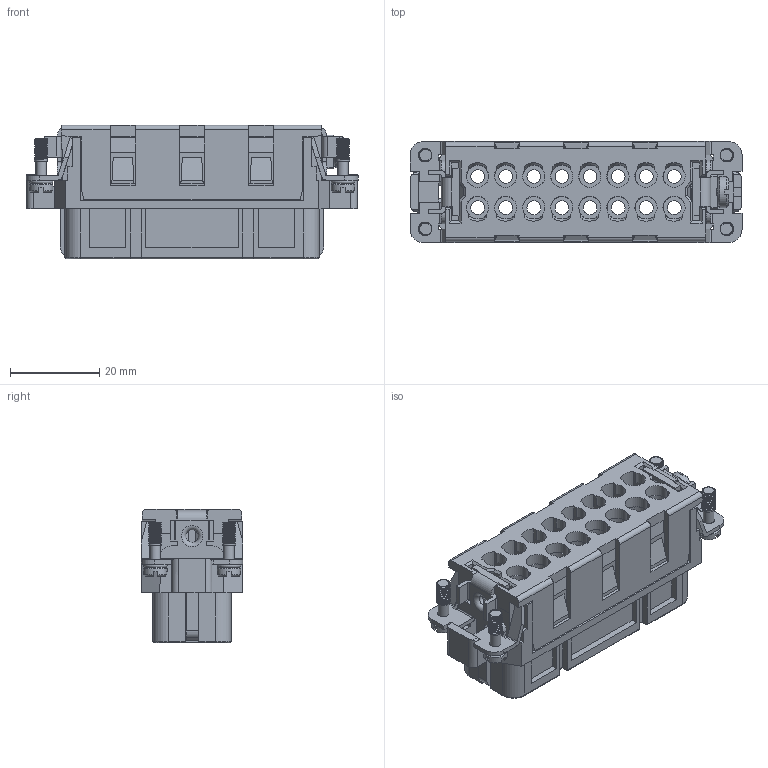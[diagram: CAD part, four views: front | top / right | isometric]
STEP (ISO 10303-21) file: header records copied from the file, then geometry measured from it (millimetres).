
FILE_DESCRIPTION(/* description */ (''),/* implementation_level */ '2;1');
FILE_NAME(/* name */ 'HA-016-FC.stp',/* time_stamp */ '2023-09-18T12:48:07+08:00',/* author */ (''),/* organization */ (''),/* preprocessor_version */ 'ST-DEVELOPER v16',/* originating_system */ 'SIEMENS PLM Software NX 10.0',/* authorisation */ '');
FILE_SCHEMA (('AUTOMOTIVE_DESIGN { 1 0 10303 214 3 1 1 1 }'));
Products named in the file (1): Admi16F8F3C4ysno
Bounding box: 74.48 x 22.73 x 29.9 mm (x, y, z)
Volume: 0.2 mm3; surface area: 26320.4 mm2
Topology: 1 solids, 2 shells, 1086 faces, 3252 edges, 2167 vertices
Faces by surface type: plane 706, cylinder 256, bspline 59, cone 39, torus 26
Full cylindrical faces by diameter (mm): 2 x2, 2.25 x7, 2.4 x4, 2.5 x4, 2.8 x1, 3 x4, 3.1 x16, 4 x1, 4.8 x2, 5 x16, 5.3 x4, 7 x1
Entity records: 61183 total; most frequent: CARTESIAN_POINT 33160, ORIENTED_EDGE 6104, DIRECTION 5329, EDGE_CURVE 3052, LINE 2059, VECTOR 2059, VERTEX_POINT 2058, AXIS2_PLACEMENT_3D 1635
